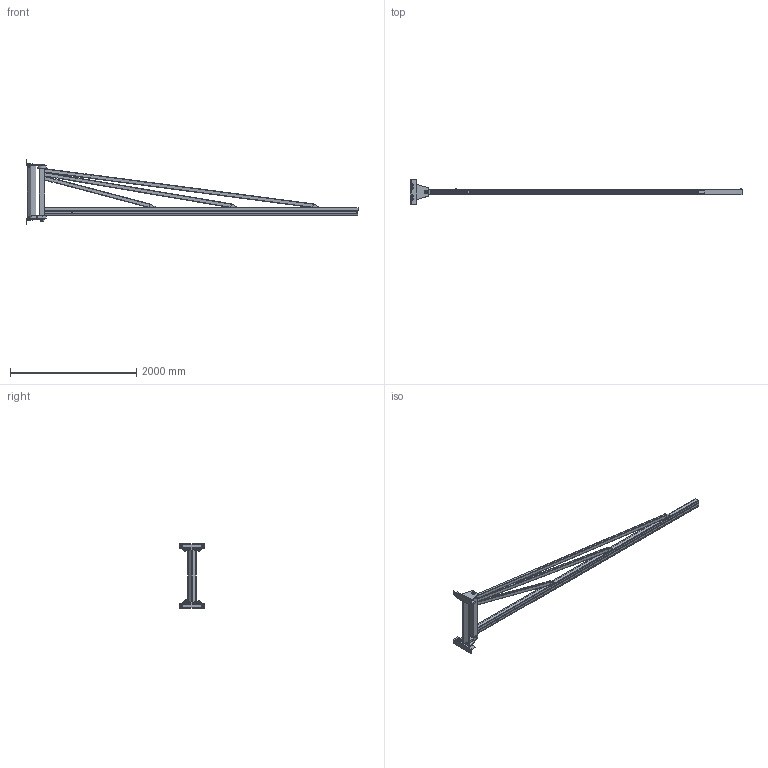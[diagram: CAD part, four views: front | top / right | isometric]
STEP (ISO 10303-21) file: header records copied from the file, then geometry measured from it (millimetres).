
FILE_DESCRIPTION(('STEP AP214'),'1');
FILE_NAME('PMH Väggsvängkran Oden 500-5.stp','2013-08-16T08:13:48',(' '),(' '),'Spatial InterOp 3D',' ',' ');
FILE_SCHEMA(('automotive_design'));
Length unit declared in the file: millimetre
Products named in the file (76): O0500-5; Lagerbox V; KKR; Profil 6; Kil IV _ V; Kil Sida IV / V; Kil Ovansida IV / V; _ndstopp Profil 6; Hydraulrör, L=70; Polyfjäder 32s/12; Bultf_rband M10x100; M6S M10x100; DIN_985 M10; UNP80; PMH Vaggsvangkran Oden 500-5; V_ggf_ste V; Fästöra V; KKR 100, L=835; Bolt Assembly; M6S M20x60; DIN_985 M20; Bultf_rband M20x60; Bultf_rband M20x60, M20 L_smutter; Vinkelstång V Typ 1; Axel V; Axelkant V; Distansbricka V; Hylsa V; Bultf_rband M8x70; M6S M8x70; DIN_985 M8; Broms V_ggf_ste V; Bromsback V Typ 1; Bromsback V Typ 2; Polyfjäder 32s/12 (hårdhet 90), L=25; Bricka Ø30/11, T=5; M6M M10; Gängstång M10x170
Assembly tree (78 placements, depth 6):
  PMH Vaggsvangkran Oden 500-5
    O0500-5
      Lagerbox V
      Lagerbox V
      KKR
      Profil 6
      Kil IV _ V
        Kil Sida IV / V
        Kil Sida IV / V
        Kil Ovansida IV / V
      Kil IV _ V
        Kil Sida IV / V
        Kil Sida IV / V
        Kil Ovansida IV / V
      Kil IV _ V
        Kil Sida IV / V
        Kil Sida IV / V
        Kil Ovansida IV / V
      _ndstopp Profil 6
        Hydraulrör, L=70
        Polyfjäder 32s/12
        Bultf_rband M10x100
          M6S M10x100
          DIN_985 M10
      Bultf_rband M10x100
        M6S M10x100
        DIN_985 M10
      UNP80
      KKR
      KKR
      KKR
    V_ggf_ste V
      V_ggf_ste V
        Fästöra V
        Fästöra V
        KKR 100, L=835
      Bultf_rband M20x60, M20 L_smutter
        Bultf_rband M20x60  x4
          Bolt Assembly
            M6S M20x60
            DIN_985 M20
        Bultf_rband M20x60
          Bolt Assembly
            M6S M20x60
            DIN_985 M20
        Bultf_rband M20x60
          Bolt Assembly
            M6S M20x60
            DIN_985 M20
        Bultf_rband M20x60
          Bolt Assembly
            M6S M20x60
            DIN_985 M20
        Bultf_rband M20x60
          Bolt Assembly
            M6S M20x60
            DIN_985 M20
      Vinkelstång V Typ 1
      Vinkelstång V Typ 1
      Axel V
Bounding box: 5255 x 390 x 1015 mm (x, y, z)
Volume: 42048576.8 mm3; surface area: 7939363.3 mm2
Topology: 57 solids, 57 shells, 792 faces, 1721 edges, 1065 vertices
Faces by surface type: plane 393, cone 247, cylinder 152
Full cylindrical faces by diameter (mm): 4.5 x1, 7.28 x1, 8 x2, 9 x3, 9.1 x2, 10 x8, 11 x6, 12 x2, 13 x1, 15 x1, 17 x3, 18.2 x8, 20 x16, 21 x16, 25 x4, 30 x9, 32 x2, 40 x4, 40.5 x2, 55 x2, 56 x1, 132 x2
Entity records: 24771 total; most frequent: CARTESIAN_POINT 4065, DIRECTION 2988, ORIENTED_EDGE 2676, EDGE_CURVE 1338, AXIS2_PLACEMENT_3D 1223, VERTEX_POINT 896, EDGE_LOOP 886, FACE_OUTER_BOUND 750
